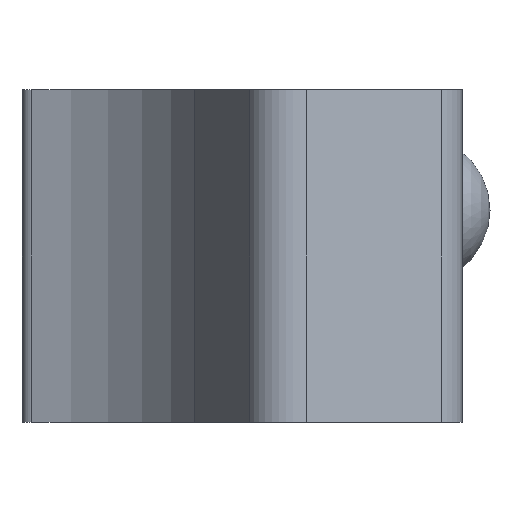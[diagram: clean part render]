
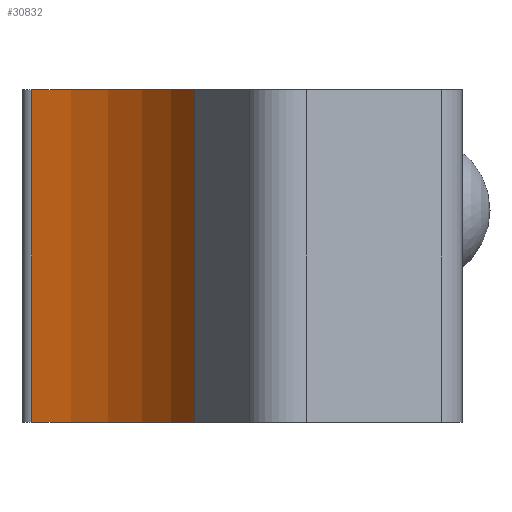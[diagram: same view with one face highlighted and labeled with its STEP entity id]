
A CAD part, left-side view. The second image highlights one B-rep face of the part: STEP entity #30832.
In plain terms, the highlighted cylindrical face has radius 20 mm (diameter 40 mm), a partial arc.
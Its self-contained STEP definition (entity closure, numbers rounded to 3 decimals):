
#18750 = PLANE('',#18751);
#18751 = AXIS2_PLACEMENT_3D('',#18752,#18753,#18754);
#18752 = CARTESIAN_POINT('',(37.35,12.287,-5.8));
#18753 = DIRECTION('',(0.,0.,1.));
#18754 = DIRECTION('',(1.,0.,0.));
#19684 = PLANE('',#19685);
#19685 = AXIS2_PLACEMENT_3D('',#19686,#19687,#19688);
#19686 = CARTESIAN_POINT('',(37.35,12.287,-33.8));
#19687 = DIRECTION('',(0.,0.,1.));
#19688 = DIRECTION('',(1.,0.,0.));
#21558 = VERTEX_POINT('',#21559);
#21559 = CARTESIAN_POINT('',(-17.678,8.68,-5.8));
#21574 = CYLINDRICAL_SURFACE('',#21575,1.);
#21575 = AXIS2_PLACEMENT_3D('',#21576,#21577,#21578);
#21576 = CARTESIAN_POINT('',(-16.694,8.5,-33.8));
#21577 = DIRECTION('',(0.,0.,1.));
#21578 = DIRECTION('',(1.,0.,0.));
#21586 = EDGE_CURVE('',#21587,#21558,#21589,.T.);
#21587 = VERTEX_POINT('',#21588);
#21588 = CARTESIAN_POINT('',(-27.35,-5.033,-5.8));
#21589 = SURFACE_CURVE('',#21590,(#21595,#21602),.PCURVE_S1.);
#21590 = CIRCLE('',#21591,20.);
#21591 = AXIS2_PLACEMENT_3D('',#21592,#21593,#21594);
#21592 = CARTESIAN_POINT('',(-37.35,12.287,-5.8));
#21593 = DIRECTION('',(0.,0.,1.));
#21594 = DIRECTION('',(-1.,0.,0.));
#21595 = PCURVE('',#18750,#21596);
#21596 = DEFINITIONAL_REPRESENTATION('',(#21597),#21601);
#21597 = CIRCLE('',#21598,20.);
#21598 = AXIS2_PLACEMENT_2D('',#21599,#21600);
#21599 = CARTESIAN_POINT('',(-74.7,0.));
#21600 = DIRECTION('',(-1.,0.));
#21601 = ( GEOMETRIC_REPRESENTATION_CONTEXT(2) 
PARAMETRIC_REPRESENTATION_CONTEXT() REPRESENTATION_CONTEXT('2D SPACE',''
  ) );
#21602 = PCURVE('',#21603,#21608);
#21603 = CYLINDRICAL_SURFACE('',#21604,20.);
#21604 = AXIS2_PLACEMENT_3D('',#21605,#21606,#21607);
#21605 = CARTESIAN_POINT('',(-37.35,12.287,-33.8));
#21606 = DIRECTION('',(0.,0.,1.));
#21607 = DIRECTION('',(1.,0.,0.));
#21608 = DEFINITIONAL_REPRESENTATION('',(#21609),#21613);
#21609 = LINE('',#21610,#21611);
#21610 = CARTESIAN_POINT('',(3.142,28.));
#21611 = VECTOR('',#21612,1.);
#21612 = DIRECTION('',(1.,0.));
#21613 = ( GEOMETRIC_REPRESENTATION_CONTEXT(2) 
PARAMETRIC_REPRESENTATION_CONTEXT() REPRESENTATION_CONTEXT('2D SPACE',''
  ) );
#21631 = PLANE('',#21632);
#21632 = AXIS2_PLACEMENT_3D('',#21633,#21634,#21635);
#21633 = CARTESIAN_POINT('',(-27.35,-5.033,-33.8));
#21634 = DIRECTION('',(0.5,-0.866,0.));
#21635 = DIRECTION('',(0.866,0.5,0.));
#23686 = EDGE_CURVE('',#23687,#23689,#23691,.T.);
#23687 = VERTEX_POINT('',#23688);
#23688 = CARTESIAN_POINT('',(-27.35,-5.033,-33.8));
#23689 = VERTEX_POINT('',#23690);
#23690 = CARTESIAN_POINT('',(-17.678,8.68,-33.8));
#23691 = SURFACE_CURVE('',#23692,(#23697,#23704),.PCURVE_S1.);
#23692 = CIRCLE('',#23693,20.);
#23693 = AXIS2_PLACEMENT_3D('',#23694,#23695,#23696);
#23694 = CARTESIAN_POINT('',(-37.35,12.287,-33.8));
#23695 = DIRECTION('',(0.,0.,1.));
#23696 = DIRECTION('',(-1.,0.,0.));
#23697 = PCURVE('',#19684,#23698);
#23698 = DEFINITIONAL_REPRESENTATION('',(#23699),#23703);
#23699 = CIRCLE('',#23700,20.);
#23700 = AXIS2_PLACEMENT_2D('',#23701,#23702);
#23701 = CARTESIAN_POINT('',(-74.7,0.));
#23702 = DIRECTION('',(-1.,0.));
#23703 = ( GEOMETRIC_REPRESENTATION_CONTEXT(2) 
PARAMETRIC_REPRESENTATION_CONTEXT() REPRESENTATION_CONTEXT('2D SPACE',''
  ) );
#23704 = PCURVE('',#21603,#23705);
#23705 = DEFINITIONAL_REPRESENTATION('',(#23706),#23710);
#23706 = LINE('',#23707,#23708);
#23707 = CARTESIAN_POINT('',(3.142,0.));
#23708 = VECTOR('',#23709,1.);
#23709 = DIRECTION('',(1.,0.));
#23710 = ( GEOMETRIC_REPRESENTATION_CONTEXT(2) 
PARAMETRIC_REPRESENTATION_CONTEXT() REPRESENTATION_CONTEXT('2D SPACE',''
  ) );
#30812 = EDGE_CURVE('',#23687,#21587,#30813,.T.);
#30813 = SURFACE_CURVE('',#30814,(#30818,#30825),.PCURVE_S1.);
#30814 = LINE('',#30815,#30816);
#30815 = CARTESIAN_POINT('',(-27.35,-5.033,-33.8));
#30816 = VECTOR('',#30817,1.);
#30817 = DIRECTION('',(0.,0.,1.));
#30818 = PCURVE('',#21631,#30819);
#30819 = DEFINITIONAL_REPRESENTATION('',(#30820),#30824);
#30820 = LINE('',#30821,#30822);
#30821 = CARTESIAN_POINT('',(0.,0.));
#30822 = VECTOR('',#30823,1.);
#30823 = DIRECTION('',(0.,1.));
#30824 = ( GEOMETRIC_REPRESENTATION_CONTEXT(2) 
PARAMETRIC_REPRESENTATION_CONTEXT() REPRESENTATION_CONTEXT('2D SPACE',''
  ) );
#30825 = PCURVE('',#21603,#30826);
#30826 = DEFINITIONAL_REPRESENTATION('',(#30827),#30831);
#30827 = LINE('',#30828,#30829);
#30828 = CARTESIAN_POINT('',(5.236,0.));
#30829 = VECTOR('',#30830,1.);
#30830 = DIRECTION('',(0.,1.));
#30831 = ( GEOMETRIC_REPRESENTATION_CONTEXT(2) 
PARAMETRIC_REPRESENTATION_CONTEXT() REPRESENTATION_CONTEXT('2D SPACE',''
  ) );
#30832 = ADVANCED_FACE('',(#30833),#21603,.F.);
#30833 = FACE_BOUND('',#30834,.F.);
#30834 = EDGE_LOOP('',(#30835,#30836,#30837,#30858));
#30835 = ORIENTED_EDGE('',*,*,#30812,.F.);
#30836 = ORIENTED_EDGE('',*,*,#23686,.T.);
#30837 = ORIENTED_EDGE('',*,*,#30838,.F.);
#30838 = EDGE_CURVE('',#21558,#23689,#30839,.T.);
#30839 = SURFACE_CURVE('',#30840,(#30844,#30851),.PCURVE_S1.);
#30840 = LINE('',#30841,#30842);
#30841 = CARTESIAN_POINT('',(-17.678,8.68,-33.8));
#30842 = VECTOR('',#30843,1.);
#30843 = DIRECTION('',(0.,0.,-1.));
#30844 = PCURVE('',#21603,#30845);
#30845 = DEFINITIONAL_REPRESENTATION('',(#30846),#30850);
#30846 = LINE('',#30847,#30848);
#30847 = CARTESIAN_POINT('',(6.102,0.));
#30848 = VECTOR('',#30849,1.);
#30849 = DIRECTION('',(0.,-1.));
#30850 = ( GEOMETRIC_REPRESENTATION_CONTEXT(2) 
PARAMETRIC_REPRESENTATION_CONTEXT() REPRESENTATION_CONTEXT('2D SPACE',''
  ) );
#30851 = PCURVE('',#21574,#30852);
#30852 = DEFINITIONAL_REPRESENTATION('',(#30853),#30857);
#30853 = LINE('',#30854,#30855);
#30854 = CARTESIAN_POINT('',(2.96,0.));
#30855 = VECTOR('',#30856,1.);
#30856 = DIRECTION('',(0.,-1.));
#30857 = ( GEOMETRIC_REPRESENTATION_CONTEXT(2) 
PARAMETRIC_REPRESENTATION_CONTEXT() REPRESENTATION_CONTEXT('2D SPACE',''
  ) );
#30858 = ORIENTED_EDGE('',*,*,#21586,.F.);
